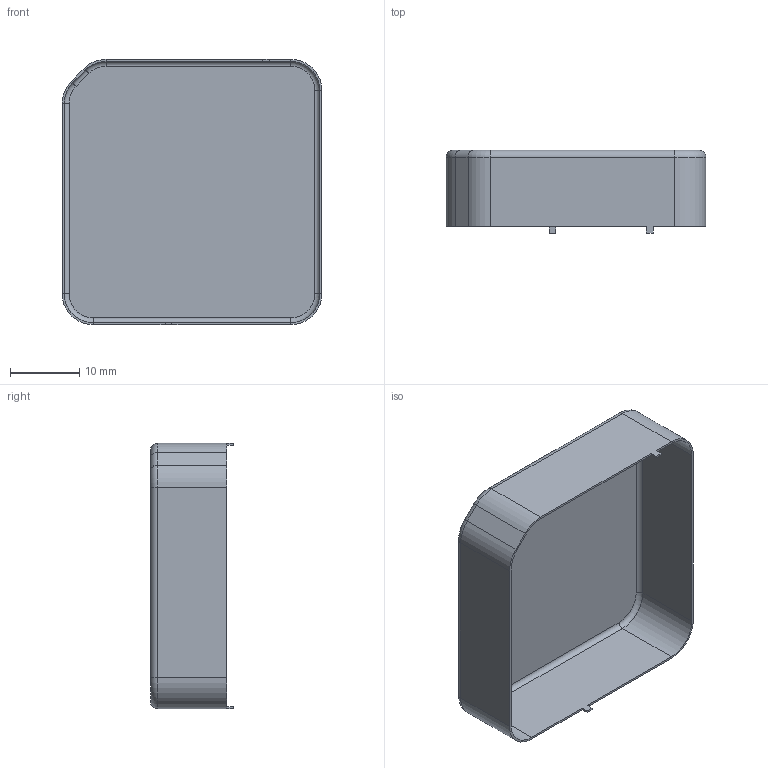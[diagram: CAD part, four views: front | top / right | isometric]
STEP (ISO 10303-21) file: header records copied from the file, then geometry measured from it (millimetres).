
FILE_DESCRIPTION (( 'STEP AP203' ), '1' );
FILE_NAME ('MS384-10S.step', '2020-11-12T13:49:44', ( '' ), ( '' ), 'SwSTEP 2.0', 'SolidWorks 2018', '' );
FILE_SCHEMA (( 'CONFIG_CONTROL_DESIGN' ));
Length unit declared in the file: millimetre
Products named in the file (1): MS384-10S
Bounding box: 37.6 x 12 x 38.4 mm (x, y, z)
Volume: 867.5 mm3; surface area: 5827.1 mm2
Topology: 1 solids, 1 shells, 60 faces, 134 edges, 76 vertices
Faces by surface type: plane 30, cylinder 20, torus 10
Entity records: 1705 total; most frequent: DIRECTION 306, CARTESIAN_POINT 271, ORIENTED_EDGE 268, EDGE_CURVE 134, AXIS2_PLACEMENT_3D 111, VECTOR 84, LINE 84, VERTEX_POINT 76
